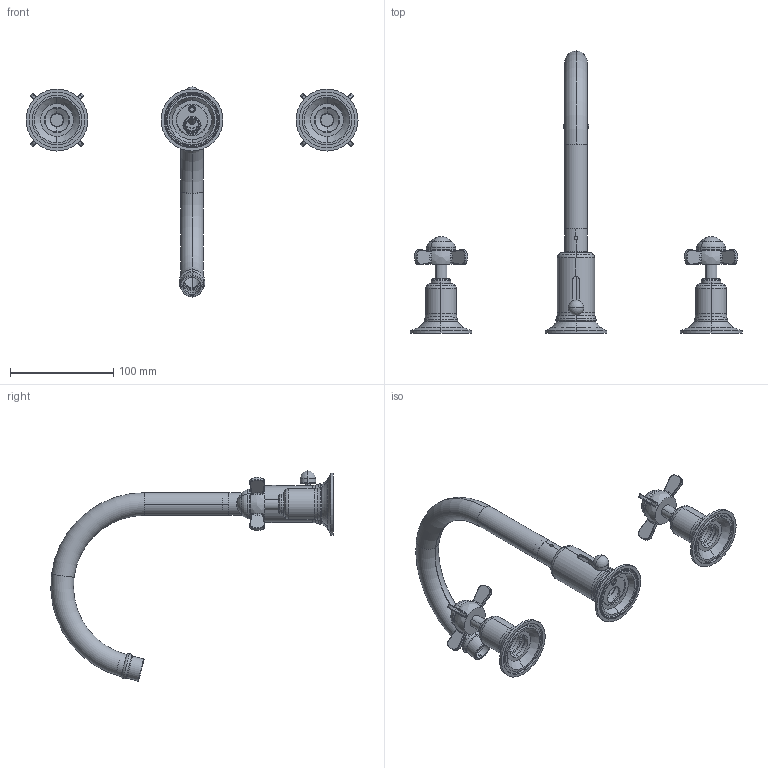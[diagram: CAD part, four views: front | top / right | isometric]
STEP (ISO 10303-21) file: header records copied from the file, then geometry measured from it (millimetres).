
FILE_DESCRIPTION((''),'2;1');
FILE_NAME('98191_ASM','2018-08-13T',('MQ'),(''),'PRO/ENGINEER BY PARAMETRIC TECHNOLOGY CORPORATION, 2012130','PRO/ENGINEER BY PARAMETRIC TECHNOLOGY CORPORATION, 2012130','');
FILE_SCHEMA(('CONFIG_CONTROL_DESIGN'));
Length unit declared in the file: millimetre
Products named in the file (21): MANIFOLD_SOLID_BREP_1729_1; MANIFOLD_SOLID_BREP_1735_1; MANIFOLD_SOLID_BREP_1736_1; MANIFOLD_SOLID_BREP_1737_1; MANIFOLD_SOLID_BREP_1739_1; MANIFOLD_SOLID_BREP_1744_1; MANIFOLD_SOLID_BREP_1745_1; MANIFOLD_SOLID_BREP_1747_1; MANIFOLD_SOLID_BREP_1765_1; MANIFOLD_SOLID_BREP_1766_1; MANIFOLD_SOLID_BREP_1769_1; MANIFOLD_SOLID_BREP_1771_1; MANIFOLD_SOLID_BREP_1774_1; MANIFOLD_SOLID_BREP_1777_1; ADMI8CBDCPFU_ASM_1_ASM; 76191_ASM_1_ASM; ACCROSSHANDLE-04; ACCROSSHANDLE-03; ACC-05; ACCROSSHANDLE_ASM; 98191_ASM
Assembly tree (21 placements, depth 4):
  98191_ASM
    76191_ASM_1_ASM
      ADMI8CBDCPFU_ASM_1_ASM
        MANIFOLD_SOLID_BREP_1729_1
        MANIFOLD_SOLID_BREP_1735_1
        MANIFOLD_SOLID_BREP_1736_1
        MANIFOLD_SOLID_BREP_1737_1
        MANIFOLD_SOLID_BREP_1739_1
        MANIFOLD_SOLID_BREP_1744_1
        MANIFOLD_SOLID_BREP_1745_1
        MANIFOLD_SOLID_BREP_1747_1
        MANIFOLD_SOLID_BREP_1765_1
        MANIFOLD_SOLID_BREP_1766_1
        MANIFOLD_SOLID_BREP_1769_1
        MANIFOLD_SOLID_BREP_1771_1
        MANIFOLD_SOLID_BREP_1774_1
        MANIFOLD_SOLID_BREP_1777_1
    ACCROSSHANDLE_ASM  x2
      ACCROSSHANDLE-04
      ACCROSSHANDLE-03
      ACC-05
Bounding box: 321.5 x 273.45 x 203.4 mm (x, y, z)
Volume: 150783.4 mm3; surface area: 123130.5 mm2
Topology: 20 solids, 20 shells, 578 faces, 1324 edges, 811 vertices
Faces by surface type: cylinder 192, torus 152, plane 118, bspline 68, cone 40, sphere 8
Entity records: 15082 total; most frequent: CARTESIAN_POINT 4111, DIRECTION 2530, ORIENTED_EDGE 2056, AXIS2_PLACEMENT_3D 1141, EDGE_CURVE 1028, CIRCLE 658, VERTEX_POINT 637, EDGE_LOOP 523
